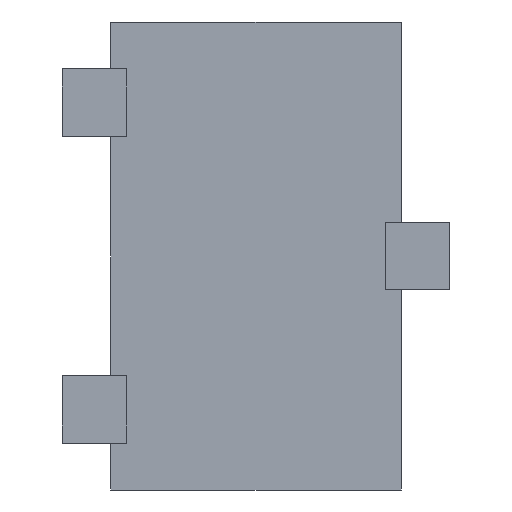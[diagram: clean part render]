
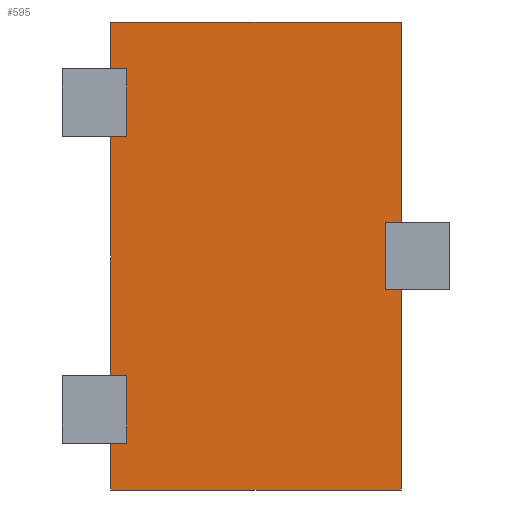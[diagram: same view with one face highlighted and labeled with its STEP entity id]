
A CAD part, front view. The second image highlights one B-rep face of the part: STEP entity #595.
In plain terms, the highlighted planar face has unit normal (0, -1, 0).
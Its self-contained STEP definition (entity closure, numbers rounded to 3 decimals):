
#4 = LINE ( 'NONE', #613, #262 ) ;
#9 = CARTESIAN_POINT ( 'NONE',  ( 0.8, 0.05, -0.21 ) ) ;
#16 = LINE ( 'NONE', #175, #39 ) ;
#20 = VERTEX_POINT ( 'NONE', #486 ) ;
#39 = VECTOR ( 'NONE', #269, 1000. ) ;
#48 = VERTEX_POINT ( 'NONE', #161 ) ;
#49 = DIRECTION ( 'NONE',  ( -1., 0., 0. ) ) ;
#51 = VERTEX_POINT ( 'NONE', #411 ) ;
#57 = EDGE_CURVE ( 'NONE', #20, #856, #483, .T. ) ;
#58 = DIRECTION ( 'NONE',  ( 0., 0., -1. ) ) ;
#63 = EDGE_CURVE ( 'NONE', #215, #304, #826, .T. ) ;
#71 = DIRECTION ( 'NONE',  ( -1., 0., 0. ) ) ;
#74 = CARTESIAN_POINT ( 'NONE',  ( -0.9, 0.05, 1.45 ) ) ;
#103 = LINE ( 'NONE', #846, #260 ) ;
#107 = VERTEX_POINT ( 'NONE', #747 ) ;
#112 = DIRECTION ( 'NONE',  ( 0., 0., 1. ) ) ;
#115 = CARTESIAN_POINT ( 'NONE',  ( 0.9, 0.05, 1.45 ) ) ;
#132 = VERTEX_POINT ( 'NONE', #9 ) ;
#133 = ORIENTED_EDGE ( 'NONE', *, *, #181, .T. ) ;
#144 = VECTOR ( 'NONE', #49, 1000. ) ;
#148 = ORIENTED_EDGE ( 'NONE', *, *, #732, .F. ) ;
#161 = CARTESIAN_POINT ( 'NONE',  ( -0.9, 0.05, -1.16 ) ) ;
#163 = CARTESIAN_POINT ( 'NONE',  ( 0.9, 0.05, -1.45 ) ) ;
#168 = EDGE_CURVE ( 'NONE', #132, #51, #103, .T. ) ;
#169 = LINE ( 'NONE', #437, #245 ) ;
#171 = DIRECTION ( 'NONE',  ( 1., 0., 0. ) ) ;
#174 = VECTOR ( 'NONE', #933, 1000. ) ;
#175 = CARTESIAN_POINT ( 'NONE',  ( -0.9, 0.05, -1.45 ) ) ;
#181 = EDGE_CURVE ( 'NONE', #330, #20, #169, .T. ) ;
#183 = ORIENTED_EDGE ( 'NONE', *, *, #902, .F. ) ;
#186 = CARTESIAN_POINT ( 'NONE',  ( 0.9, 0.05, 1.45 ) ) ;
#205 = LINE ( 'NONE', #706, #393 ) ;
#215 = VERTEX_POINT ( 'NONE', #951 ) ;
#229 = ORIENTED_EDGE ( 'NONE', *, *, #709, .T. ) ;
#235 = DIRECTION ( 'NONE',  ( 1., 0., 0. ) ) ;
#236 = ORIENTED_EDGE ( 'NONE', *, *, #63, .F. ) ;
#245 = VECTOR ( 'NONE', #442, 1000. ) ;
#260 = VECTOR ( 'NONE', #422, 1000. ) ;
#262 = VECTOR ( 'NONE', #171, 1000. ) ;
#264 = VECTOR ( 'NONE', #235, 1000. ) ;
#268 = EDGE_CURVE ( 'NONE', #1058, #107, #871, .T. ) ;
#269 = DIRECTION ( 'NONE',  ( -1., 0., 0. ) ) ;
#274 = CARTESIAN_POINT ( 'NONE',  ( 0.9, 0.05, -0.21 ) ) ;
#280 = LINE ( 'NONE', #868, #686 ) ;
#299 = LINE ( 'NONE', #638, #144 ) ;
#304 = VERTEX_POINT ( 'NONE', #457 ) ;
#309 = ORIENTED_EDGE ( 'NONE', *, *, #390, .F. ) ;
#316 = VECTOR ( 'NONE', #58, 1000. ) ;
#330 = VERTEX_POINT ( 'NONE', #495 ) ;
#355 = EDGE_CURVE ( 'NONE', #730, #132, #1086, .T. ) ;
#367 = ORIENTED_EDGE ( 'NONE', *, *, #627, .T. ) ;
#377 = ORIENTED_EDGE ( 'NONE', *, *, #380, .T. ) ;
#379 = VERTEX_POINT ( 'NONE', #533 ) ;
#380 = EDGE_CURVE ( 'NONE', #640, #48, #529, .T. ) ;
#382 = CARTESIAN_POINT ( 'NONE',  ( -0.8, 0.05, 0.74 ) ) ;
#387 = DIRECTION ( 'NONE',  ( 0., 0., 1. ) ) ;
#390 = EDGE_CURVE ( 'NONE', #379, #48, #280, .T. ) ;
#393 = VECTOR ( 'NONE', #865, 1000. ) ;
#402 = EDGE_LOOP ( 'NONE', ( #749, #978, #462, #377, #309, #908, #183, #966, #506, #229, #148, #236, #900, #133, #534, #367 ) ) ;
#404 = CARTESIAN_POINT ( 'NONE',  ( -0.8, 0.05, 0. ) ) ;
#411 = CARTESIAN_POINT ( 'NONE',  ( 0.8, 0.05, 0.21 ) ) ;
#422 = DIRECTION ( 'NONE',  ( 0., 0., 1. ) ) ;
#437 = CARTESIAN_POINT ( 'NONE',  ( 0., 0.05, 1.16 ) ) ;
#442 = DIRECTION ( 'NONE',  ( 1., 0., 0. ) ) ;
#444 = CARTESIAN_POINT ( 'NONE',  ( 0.9, 0.05, 0.21 ) ) ;
#457 = CARTESIAN_POINT ( 'NONE',  ( 0.9, 0.05, 1.45 ) ) ;
#462 = ORIENTED_EDGE ( 'NONE', *, *, #828, .T. ) ;
#474 = LINE ( 'NONE', #553, #739 ) ;
#483 = LINE ( 'NONE', #404, #603 ) ;
#486 = CARTESIAN_POINT ( 'NONE',  ( -0.8, 0.05, 1.16 ) ) ;
#495 = CARTESIAN_POINT ( 'NONE',  ( -0.9, 0.05, 1.16 ) ) ;
#499 = DIRECTION ( 'NONE',  ( 0., 0., -1. ) ) ;
#506 = ORIENTED_EDGE ( 'NONE', *, *, #168, .T. ) ;
#509 = CARTESIAN_POINT ( 'NONE',  ( -0.8, 0.05, 0. ) ) ;
#529 = LINE ( 'NONE', #1011, #549 ) ;
#533 = CARTESIAN_POINT ( 'NONE',  ( -0.9, 0.05, -1.45 ) ) ;
#534 = ORIENTED_EDGE ( 'NONE', *, *, #57, .T. ) ;
#538 = LINE ( 'NONE', #115, #316 ) ;
#549 = VECTOR ( 'NONE', #860, 1000. ) ;
#553 = CARTESIAN_POINT ( 'NONE',  ( 0., 0.05, -0.74 ) ) ;
#556 = CARTESIAN_POINT ( 'NONE',  ( -0.8, 0.05, -0.74 ) ) ;
#563 = DIRECTION ( 'NONE',  ( 1., 0., 0. ) ) ;
#592 = EDGE_CURVE ( 'NONE', #1058, #953, #474, .T. ) ;
#595 = ADVANCED_FACE ( 'NONE', ( #973 ), #982, .T. ) ;
#598 = VECTOR ( 'NONE', #71, 1000. ) ;
#603 = VECTOR ( 'NONE', #499, 1000. ) ;
#613 = CARTESIAN_POINT ( 'NONE',  ( 0., 0.05, 0.21 ) ) ;
#619 = CARTESIAN_POINT ( 'NONE',  ( -0.9, 0.05, 1.45 ) ) ;
#627 = EDGE_CURVE ( 'NONE', #856, #107, #299, .T. ) ;
#638 = CARTESIAN_POINT ( 'NONE',  ( 0., 0.05, 0.74 ) ) ;
#640 = VERTEX_POINT ( 'NONE', #1064 ) ;
#686 = VECTOR ( 'NONE', #112, 1000. ) ;
#706 = CARTESIAN_POINT ( 'NONE',  ( -0.9, 0.05, 1.45 ) ) ;
#709 = EDGE_CURVE ( 'NONE', #51, #812, #4, .T. ) ;
#730 = VERTEX_POINT ( 'NONE', #274 ) ;
#732 = EDGE_CURVE ( 'NONE', #304, #812, #1017, .T. ) ;
#739 = VECTOR ( 'NONE', #563, 1000. ) ;
#747 = CARTESIAN_POINT ( 'NONE',  ( -0.9, 0.05, 0.74 ) ) ;
#749 = ORIENTED_EDGE ( 'NONE', *, *, #268, .F. ) ;
#775 = AXIS2_PLACEMENT_3D ( 'NONE', #1059, #1069, #796 ) ;
#786 = EDGE_CURVE ( 'NONE', #984, #379, #16, .T. ) ;
#796 = DIRECTION ( 'NONE',  ( 0., 0., -1. ) ) ;
#812 = VERTEX_POINT ( 'NONE', #444 ) ;
#825 = CARTESIAN_POINT ( 'NONE',  ( -0.9, 0.05, -0.74 ) ) ;
#826 = LINE ( 'NONE', #74, #264 ) ;
#828 = EDGE_CURVE ( 'NONE', #953, #640, #919, .T. ) ;
#831 = CARTESIAN_POINT ( 'NONE',  ( 0., 0.05, -0.21 ) ) ;
#836 = EDGE_CURVE ( 'NONE', #330, #215, #205, .T. ) ;
#839 = VECTOR ( 'NONE', #843, 1000. ) ;
#843 = DIRECTION ( 'NONE',  ( 0., 0., -1. ) ) ;
#846 = CARTESIAN_POINT ( 'NONE',  ( 0.8, 0.05, 0. ) ) ;
#856 = VERTEX_POINT ( 'NONE', #382 ) ;
#860 = DIRECTION ( 'NONE',  ( -1., 0., 0. ) ) ;
#865 = DIRECTION ( 'NONE',  ( 0., 0., 1. ) ) ;
#868 = CARTESIAN_POINT ( 'NONE',  ( -0.9, 0.05, 1.45 ) ) ;
#871 = LINE ( 'NONE', #619, #985 ) ;
#900 = ORIENTED_EDGE ( 'NONE', *, *, #836, .F. ) ;
#902 = EDGE_CURVE ( 'NONE', #730, #984, #538, .T. ) ;
#908 = ORIENTED_EDGE ( 'NONE', *, *, #786, .F. ) ;
#919 = LINE ( 'NONE', #509, #174 ) ;
#933 = DIRECTION ( 'NONE',  ( 0., 0., -1. ) ) ;
#951 = CARTESIAN_POINT ( 'NONE',  ( -0.9, 0.05, 1.45 ) ) ;
#953 = VERTEX_POINT ( 'NONE', #556 ) ;
#966 = ORIENTED_EDGE ( 'NONE', *, *, #355, .T. ) ;
#973 = FACE_OUTER_BOUND ( 'NONE', #402, .T. ) ;
#978 = ORIENTED_EDGE ( 'NONE', *, *, #592, .T. ) ;
#982 = PLANE ( 'NONE',  #775 ) ;
#984 = VERTEX_POINT ( 'NONE', #163 ) ;
#985 = VECTOR ( 'NONE', #387, 1000. ) ;
#1011 = CARTESIAN_POINT ( 'NONE',  ( 0., 0.05, -1.16 ) ) ;
#1017 = LINE ( 'NONE', #186, #839 ) ;
#1058 = VERTEX_POINT ( 'NONE', #825 ) ;
#1059 = CARTESIAN_POINT ( 'NONE',  ( 0., 0.05, 0. ) ) ;
#1064 = CARTESIAN_POINT ( 'NONE',  ( -0.8, 0.05, -1.16 ) ) ;
#1069 = DIRECTION ( 'NONE',  ( 0., -1., 0. ) ) ;
#1086 = LINE ( 'NONE', #831, #598 ) ;
